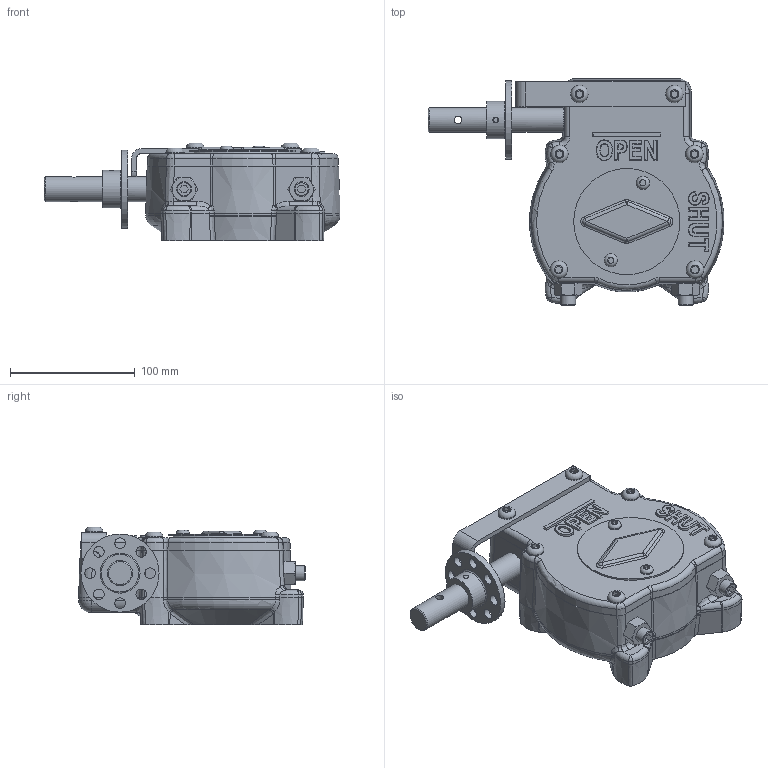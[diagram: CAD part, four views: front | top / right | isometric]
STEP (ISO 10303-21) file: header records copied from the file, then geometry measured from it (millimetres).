
FILE_DESCRIPTION(/* description */ ('Unknown'),/* implementation_level */ '2;1');
FILE_NAME(/* name */ '242-45M PADL LH',/* time_stamp */ '2018-04-24T08:28:50+02:00',/* author */ ('Unknown'),/* organization */ ('Unknown'),/* preprocessor_version */ 'ST-DEVELOPER v16.7',/* originating_system */ 'DEX',/* authorisation */ $);
FILE_SCHEMA (('AUTOMOTIVE_DESIGN {1 0 10303 214 3 1 1}'));
Length unit declared in the file: millimetre
Products named in the file (1): 242-45M PADL LH
Bounding box: 236.66 x 181.43 x 78.4 mm (x, y, z)
Volume: 1469855.5 mm3; surface area: 111446 mm2
Topology: 1 solids, 1 shells, 487 faces, 1203 edges, 743 vertices
Faces by surface type: plane 209, bspline 90, cone 75, cylinder 65, torus 34, sphere 14
Full cylindrical faces by diameter (mm): 6 x1, 8.5 x8, 9 x1, 10.5 x2, 12 x2, 14 x6, 20 x2, 30 x1, 62.5 x1, 80 x2, 85 x1
Entity records: 17107 total; most frequent: CARTESIAN_POINT 6646, ORIENTED_EDGE 2234, DIRECTION 1949, EDGE_CURVE 1117, AXIS2_PLACEMENT_3D 732, VERTEX_POINT 717, EDGE_LOOP 592, FACE_BOUND 592
